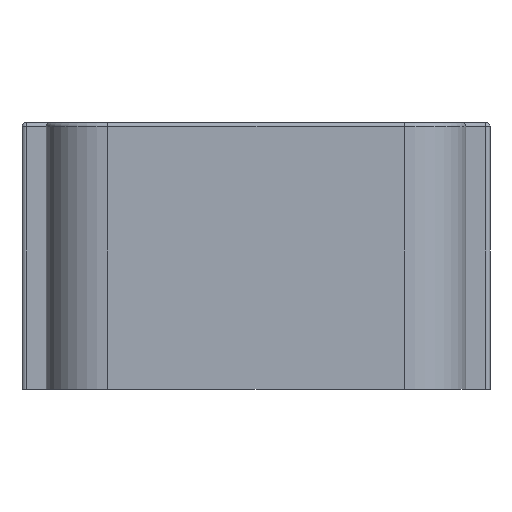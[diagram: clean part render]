
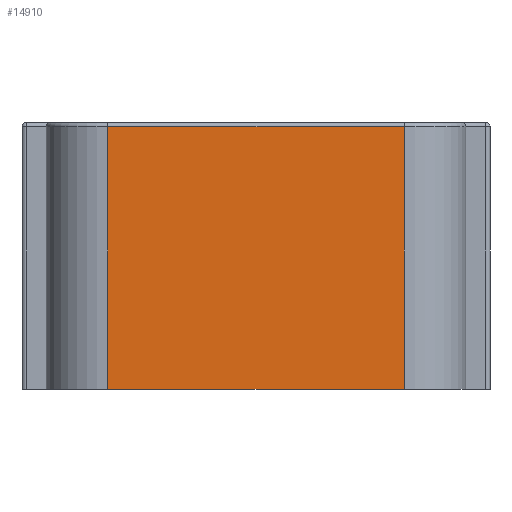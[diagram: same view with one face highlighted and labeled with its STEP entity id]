
A CAD part, front view. The second image highlights one B-rep face of the part: STEP entity #14910.
In plain terms, the highlighted planar face has unit normal (0, -1, 0).
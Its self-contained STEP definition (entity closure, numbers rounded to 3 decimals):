
#7420=CARTESIAN_POINT('',(-9.175,-6.25,-0.25));
#7430=VERTEX_POINT('',#7420);
#7640=CARTESIAN_POINT('',(-9.175,-6.25,-0.25));
#7650=DIRECTION('',(0.,0.,-1.));
#7660=VECTOR('',#7650,1.);
#7670=LINE('',#7640,#7660);
#7680=CARTESIAN_POINT('',(-9.175,-6.25,-16.5));
#7690=VERTEX_POINT('',#7680);
#7700=EDGE_CURVE('',#7430,#7690,#7670,.T.);
#8150=CARTESIAN_POINT('',(0.,-6.25,-16.5))
;
#8160=DIRECTION('',(1.,0.,0.));
#8170=VECTOR('',#8160,1.);
#8180=LINE('',#8150,#8170);
#8190=CARTESIAN_POINT('',(9.175,-6.25,-16.5));
#8200=VERTEX_POINT('',#8190);
#8210=EDGE_CURVE('',#7690,#8200,#8180,.T.);
#14680=CARTESIAN_POINT('',(-9.225,-6.25,-0.2));
#14690=DIRECTION('',(0.,-1.,0.));
#14700=DIRECTION('',(1.,0.,0.));
#14710=AXIS2_PLACEMENT_3D('',#14680,#14690,#14700);
#14720=PLANE('',#14710);
#14730=CARTESIAN_POINT('',(9.175,-6.25,-0.25));
#14740=DIRECTION('',(-1.,0.,0.));
#14750=VECTOR('',#14740,1.);
#14760=LINE('',#14730,#14750);
#14770=CARTESIAN_POINT('',(9.175,-6.25,-0.25));
#14780=VERTEX_POINT('',#14770);
#14790=EDGE_CURVE('',#14780,#7430,#14760,.T.);
#14800=ORIENTED_EDGE('',*,*,#14790,.T.);
#14810=CARTESIAN_POINT('',(9.175,-6.25,-0.25));
#14820=DIRECTION('',(0.,0.,-1.));
#14830=VECTOR('',#14820,1.);
#14840=LINE('',#14810,#14830);
#14850=EDGE_CURVE('',#14780,#8200,#14840,.T.);
#14860=ORIENTED_EDGE('',*,*,#14850,.F.);
#14870=ORIENTED_EDGE('',*,*,#8210,.T.);
#14880=ORIENTED_EDGE('',*,*,#7700,.T.);
#14890=EDGE_LOOP('',(#14880,#14870,#14860,#14800));
#14900=FACE_OUTER_BOUND('',#14890,.T.);
#14910=ADVANCED_FACE('',(#14900),#14720,.T.);
